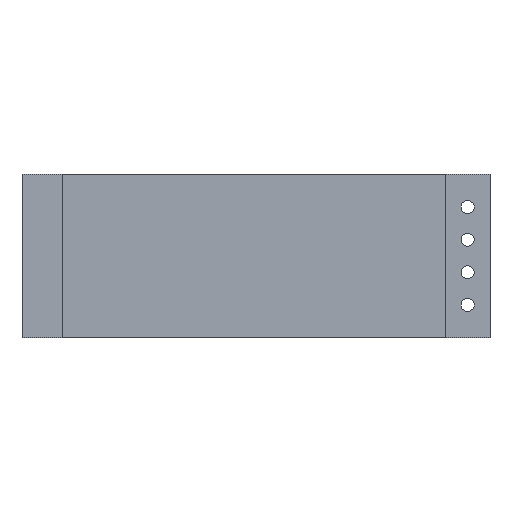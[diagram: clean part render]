
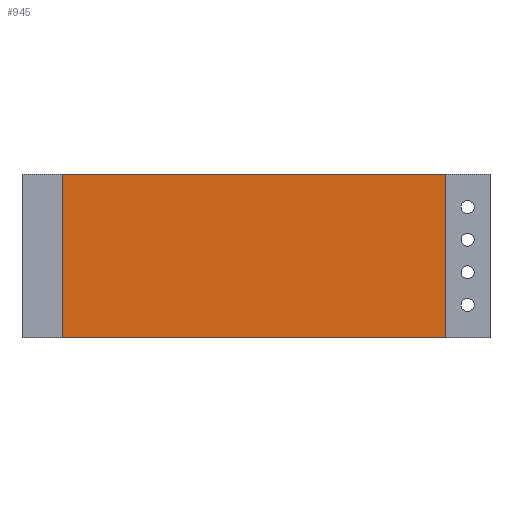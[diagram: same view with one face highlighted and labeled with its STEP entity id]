
A CAD part, top view. The second image highlights one B-rep face of the part: STEP entity #945.
In plain terms, the highlighted planar face has unit normal (0, 0, 1).
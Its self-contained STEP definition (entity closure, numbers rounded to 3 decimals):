
#26 = AXIS2_PLACEMENT_3D ( 'NONE', #438, #1047, #328 ) ;
#44 = FACE_OUTER_BOUND ( 'NONE', #924, .T. ) ;
#149 = LINE ( 'NONE', #585, #363 ) ;
#192 = EDGE_CURVE ( 'NONE', #562, #892, #956, .T. ) ;
#245 = DIRECTION ( 'NONE',  ( -1., 0., 0. ) ) ;
#313 = VECTOR ( 'NONE', #1037, 1000. ) ;
#324 = PLANE ( 'NONE',  #26 ) ;
#328 = DIRECTION ( 'NONE',  ( 1., 0., 0. ) ) ;
#334 = VECTOR ( 'NONE', #697, 1000. ) ;
#355 = CARTESIAN_POINT ( 'NONE',  ( -15.07, -6.35, 3.13 ) ) ;
#363 = VECTOR ( 'NONE', #577, 1000. ) ;
#438 = CARTESIAN_POINT ( 'NONE',  ( -0.145, 0., 3.13 ) ) ;
#479 = CARTESIAN_POINT ( 'NONE',  ( -15.07, 6.35, 3.13 ) ) ;
#480 = VERTEX_POINT ( 'NONE', #499 ) ;
#499 = CARTESIAN_POINT ( 'NONE',  ( 14.78, 6.35, 3.13 ) ) ;
#525 = CARTESIAN_POINT ( 'NONE',  ( 14.78, 6.35, 3.13 ) ) ;
#528 = ORIENTED_EDGE ( 'NONE', *, *, #192, .T. ) ;
#543 = ORIENTED_EDGE ( 'NONE', *, *, #974, .T. ) ;
#547 = CARTESIAN_POINT ( 'NONE',  ( -15.07, 6.35, 3.13 ) ) ;
#554 = VECTOR ( 'NONE', #245, 1000. ) ;
#562 = VERTEX_POINT ( 'NONE', #845 ) ;
#577 = DIRECTION ( 'NONE',  ( 0., 1., 0. ) ) ;
#585 = CARTESIAN_POINT ( 'NONE',  ( 14.78, -6.35, 3.13 ) ) ;
#624 = LINE ( 'NONE', #525, #554 ) ;
#697 = DIRECTION ( 'NONE',  ( 1., 0., 0. ) ) ;
#762 = LINE ( 'NONE', #479, #313 ) ;
#845 = CARTESIAN_POINT ( 'NONE',  ( -15.07, -6.35, 3.13 ) ) ;
#849 = ORIENTED_EDGE ( 'NONE', *, *, #864, .T. ) ;
#864 = EDGE_CURVE ( 'NONE', #1023, #562, #762, .T. ) ;
#892 = VERTEX_POINT ( 'NONE', #1117 ) ;
#924 = EDGE_LOOP ( 'NONE', ( #849, #528, #1086, #543 ) ) ;
#932 = EDGE_CURVE ( 'NONE', #892, #480, #149, .T. ) ;
#945 = ADVANCED_FACE ( 'NONE', ( #44 ), #324, .T. ) ;
#956 = LINE ( 'NONE', #355, #334 ) ;
#974 = EDGE_CURVE ( 'NONE', #480, #1023, #624, .T. ) ;
#1023 = VERTEX_POINT ( 'NONE', #547 ) ;
#1037 = DIRECTION ( 'NONE',  ( 0., -1., 0. ) ) ;
#1047 = DIRECTION ( 'NONE',  ( 0., 0., 1. ) ) ;
#1086 = ORIENTED_EDGE ( 'NONE', *, *, #932, .T. ) ;
#1117 = CARTESIAN_POINT ( 'NONE',  ( 14.78, -6.35, 3.13 ) ) ;
